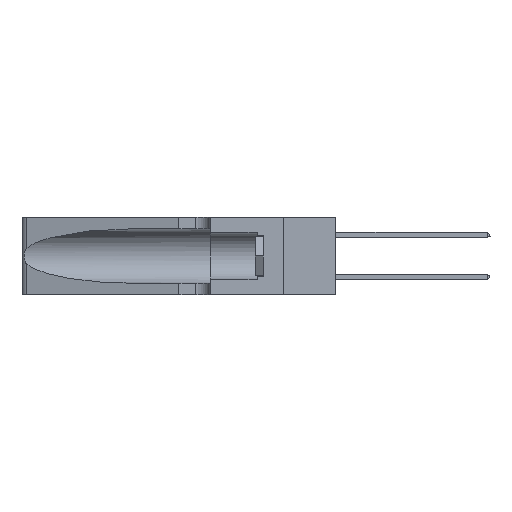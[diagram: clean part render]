
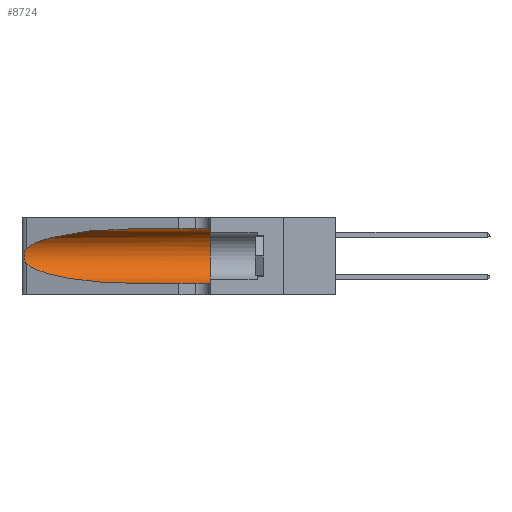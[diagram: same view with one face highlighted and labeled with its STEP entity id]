
A CAD part, left-side view. The second image highlights one B-rep face of the part: STEP entity #8724.
In plain terms, the highlighted cylindrical face has radius 3.308 mm (diameter 6.617 mm), a partial arc.
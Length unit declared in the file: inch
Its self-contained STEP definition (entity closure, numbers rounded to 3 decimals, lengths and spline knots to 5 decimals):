
#1251 = DIRECTION ( 'NONE',  ( 0., 1., 0. ) ) ;
#1346 = ORIENTED_EDGE ( 'NONE', *, *, #39458, .F. ) ;
#1690 = CARTESIAN_POINT ( 'NONE',  ( 0.2373, 1.15595, 0.28018 ) ) ;
#2552 = FACE_OUTER_BOUND ( 'NONE', #35619, .T. ) ;
#3164 = CARTESIAN_POINT ( 'NONE',  ( 0.2373, 1.15595, 0.08982 ) ) ;
#4147 = VECTOR ( 'NONE', #11367, 39.37008 ) ;
#4250 = CARTESIAN_POINT ( 'NONE',  ( 0.26075, 1.23896, 0.178 ) ) ;
#4391 = CARTESIAN_POINT ( 'NONE',  ( 0.25856, 1.23593, 0.16098 ) ) ;
#4480 = VERTEX_POINT ( 'NONE', #32833 ) ;
#4865 = CARTESIAN_POINT ( 'NONE',  ( 0.1305, 1.61858, 0.05475 ) ) ;
#5339 = CARTESIAN_POINT ( 'NONE',  ( 0.1305, 0.35, 0.05475 ) ) ;
#6279 = EDGE_CURVE ( 'NONE', #18304, #14096, #24418, .T. ) ;
#7124 = CARTESIAN_POINT ( 'NONE',  ( 0.25789, 1.23486, 0.15765 ) ) ;
#7875 = B_SPLINE_CURVE_WITH_KNOTS ( 'NONE', 3,
 ( #34106, #14055, #17209, #13766, #13922, #30184, #20822, #4250, #37148, #4391, #7124, #17367, #17523, #40429 ),
 .UNSPECIFIED., .F., .F.,
 ( 4, 2, 2, 2, 2, 2, 4 ),
 ( 0., 0.00027, 0.00053, 0.00107, 0.0016, 0.00187, 0.00214 ),
 .UNSPECIFIED. ) ;
#8724 = ADVANCED_FACE ( 'NONE', ( #2552 ), #18087, .F. ) ;
#10798 = DIRECTION ( 'NONE',  ( 0., 0., 1. ) ) ;
#11367 = DIRECTION ( 'NONE',  ( 0., -1., 0. ) ) ;
#12780 = DIRECTION ( 'NONE',  ( 0., -1., 0. ) ) ;
#13078 = CARTESIAN_POINT ( 'NONE',  ( 0.1305, 1.61858, 0.185 ) ) ;
#13766 = CARTESIAN_POINT ( 'NONE',  ( 0.25787, 1.23484, 0.2124 ) ) ;
#13922 = CARTESIAN_POINT ( 'NONE',  ( 0.25854, 1.2359, 0.20912 ) ) ;
#14055 = CARTESIAN_POINT ( 'NONE',  ( 0.25555, 1.22994, 0.2215 ) ) ;
#14096 = VERTEX_POINT ( 'NONE', #5339 ) ;
#14470 = AXIS2_PLACEMENT_3D ( 'NONE', #13078, #12780, #36437 ) ;
#15118 = CARTESIAN_POINT ( 'NONE',  ( 0.1305, 0.72297, 0.31525 ) ) ;
#17209 = CARTESIAN_POINT ( 'NONE',  ( 0.25639, 1.23184, 0.21858 ) ) ;
#17331 = ORIENTED_EDGE ( 'NONE', *, *, #6279, .F. ) ;
#17367 = CARTESIAN_POINT ( 'NONE',  ( 0.25639, 1.23186, 0.15144 ) ) ;
#17523 = CARTESIAN_POINT ( 'NONE',  ( 0.25555, 1.22993, 0.14849 ) ) ;
#18087 = CYLINDRICAL_SURFACE ( 'NONE', #14470, 0.13025 ) ;
#18304 = VERTEX_POINT ( 'NONE', #34393 ) ;
#20019 =( BOUNDED_CURVE ( )  B_SPLINE_CURVE ( 3, ( #42746, #3164, #22927, #32345 ),
 .UNSPECIFIED., .F., .F. ) 
 B_SPLINE_CURVE_WITH_KNOTS ( ( 4, 4 ),
 ( 3.44316, 4.71239 ),
 .UNSPECIFIED. ) 
 CURVE ( )  GEOMETRIC_REPRESENTATION_ITEM ( )  RATIONAL_B_SPLINE_CURVE ( ( 1., 0.87, 0.87, 1. ) ) 
 REPRESENTATION_ITEM ( '' )  );
#20822 = CARTESIAN_POINT ( 'NONE',  ( 0.26075, 1.23896, 0.19203 ) ) ;
#20832 = VERTEX_POINT ( 'NONE', #40243 ) ;
#20974 = EDGE_CURVE ( 'NONE', #20832, #4480, #23165, .T. ) ;
#20996 = ORIENTED_EDGE ( 'NONE', *, *, #35245, .T. ) ;
#21203 = CARTESIAN_POINT ( 'NONE',  ( 0.18966, 0.96281, 0.31525 ) ) ;
#22350 = CARTESIAN_POINT ( 'NONE',  ( 0.25487, 1.22718, 0.14631 ) ) ;
#22927 = CARTESIAN_POINT ( 'NONE',  ( 0.18966, 0.96281, 0.05475 ) ) ;
#23067 = VERTEX_POINT ( 'NONE', #25621 ) ;
#23165 =( BOUNDED_CURVE ( )  B_SPLINE_CURVE ( 3, ( #15118, #21203, #1690, #24773 ),
 .UNSPECIFIED., .F., .T. ) 
 B_SPLINE_CURVE_WITH_KNOTS ( ( 4, 4 ),
 ( 1.5708, 2.84003 ),
 .UNSPECIFIED. ) 
 CURVE ( )  GEOMETRIC_REPRESENTATION_ITEM ( )  RATIONAL_B_SPLINE_CURVE ( ( 1., 0.87, 0.87, 1. ) ) 
 REPRESENTATION_ITEM ( '' )  );
#23197 = EDGE_CURVE ( 'NONE', #4480, #32158, #7875, .T. ) ;
#23979 = ORIENTED_EDGE ( 'NONE', *, *, #23197, .T. ) ;
#24418 = CIRCLE ( 'NONE', #35104, 0.13025 ) ;
#24773 = CARTESIAN_POINT ( 'NONE',  ( 0.25487, 1.22718, 0.22369 ) ) ;
#25252 = ORIENTED_EDGE ( 'NONE', *, *, #36561, .T. ) ;
#25621 = CARTESIAN_POINT ( 'NONE',  ( 0.1305, 0.72297, 0.05475 ) ) ;
#27203 = CARTESIAN_POINT ( 'NONE',  ( 0.1305, 0.35, 0.185 ) ) ;
#28065 = DIRECTION ( 'NONE',  ( 0., -1., 0. ) ) ;
#30184 = CARTESIAN_POINT ( 'NONE',  ( 0.26018, 1.23835, 0.19895 ) ) ;
#31482 = LINE ( 'NONE', #34708, #4147 ) ;
#32158 = VERTEX_POINT ( 'NONE', #22350 ) ;
#32345 = CARTESIAN_POINT ( 'NONE',  ( 0.1305, 0.72297, 0.05475 ) ) ;
#32833 = CARTESIAN_POINT ( 'NONE',  ( 0.25487, 1.22718, 0.22369 ) ) ;
#34106 = CARTESIAN_POINT ( 'NONE',  ( 0.25487, 1.22718, 0.22369 ) ) ;
#34393 = CARTESIAN_POINT ( 'NONE',  ( 0.1305, 0.35, 0.31525 ) ) ;
#34708 = CARTESIAN_POINT ( 'NONE',  ( 0.1305, 1.61858, 0.31525 ) ) ;
#35104 = AXIS2_PLACEMENT_3D ( 'NONE', #27203, #1251, #10798 ) ;
#35245 = EDGE_CURVE ( 'NONE', #23067, #14096, #37364, .T. ) ;
#35619 = EDGE_LOOP ( 'NONE', ( #40867, #23979, #25252, #20996, #17331, #1346 ) ) ;
#35740 = VECTOR ( 'NONE', #28065, 39.37008 ) ;
#36437 = DIRECTION ( 'NONE',  ( 0., 0., -1. ) ) ;
#36561 = EDGE_CURVE ( 'NONE', #32158, #23067, #20019, .T. ) ;
#37148 = CARTESIAN_POINT ( 'NONE',  ( 0.26017, 1.23833, 0.17102 ) ) ;
#37364 = LINE ( 'NONE', #4865, #35740 ) ;
#39458 = EDGE_CURVE ( 'NONE', #20832, #18304, #31482, .T. ) ;
#40243 = CARTESIAN_POINT ( 'NONE',  ( 0.1305, 0.72297, 0.31525 ) ) ;
#40429 = CARTESIAN_POINT ( 'NONE',  ( 0.25487, 1.22718, 0.14631 ) ) ;
#40867 = ORIENTED_EDGE ( 'NONE', *, *, #20974, .T. ) ;
#42746 = CARTESIAN_POINT ( 'NONE',  ( 0.25487, 1.22718, 0.14631 ) ) ;
